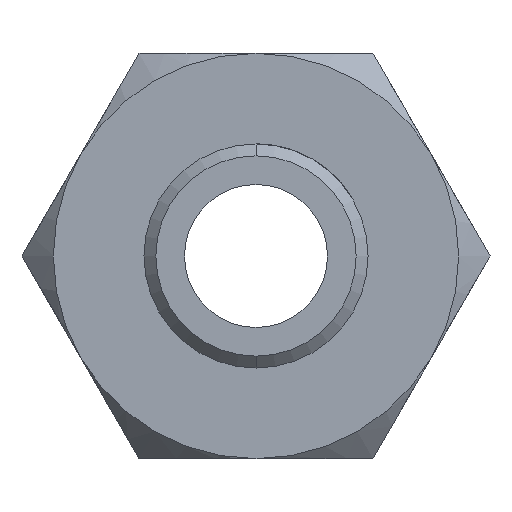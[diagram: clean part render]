
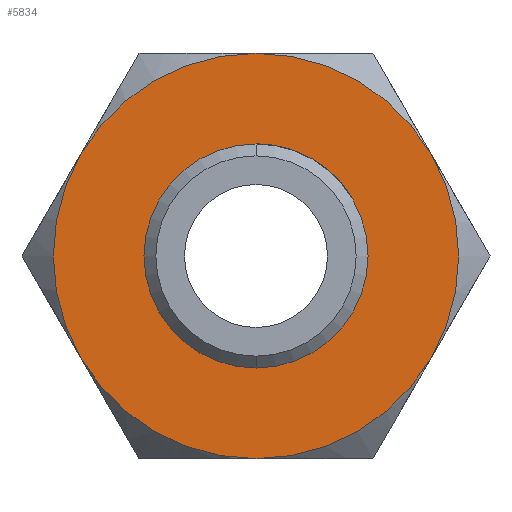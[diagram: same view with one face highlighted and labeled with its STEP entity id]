
A CAD part, left-side view. The second image highlights one B-rep face of the part: STEP entity #5834.
In plain terms, the highlighted planar face has unit normal (-1, 0, 0).
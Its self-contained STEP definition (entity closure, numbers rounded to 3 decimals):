
#419 = CARTESIAN_POINT ( 'NONE',  ( 9., 0., -4.7 ) ) ;
#569 = EDGE_CURVE ( 'NONE', #1294, #4005, #1724, .T. ) ;
#774 = DIRECTION ( 'NONE',  ( 0., 0., -1. ) ) ;
#1031 = AXIS2_PLACEMENT_3D ( 'NONE', #2813, #6125, #1219 ) ;
#1085 = EDGE_CURVE ( 'NONE', #5547, #2171, #9717, .T. ) ;
#1219 = DIRECTION ( 'NONE',  ( 0., 0., -1. ) ) ;
#1294 = VERTEX_POINT ( 'NONE', #9712 ) ;
#1436 = DIRECTION ( 'NONE',  ( 1., 0., 0. ) ) ;
#1578 = DIRECTION ( 'NONE',  ( -1., 0., 0. ) ) ;
#1724 = CIRCLE ( 'NONE', #1031, 8.5 ) ;
#2141 = CARTESIAN_POINT ( 'NONE',  ( 9., 0., 4.7 ) ) ;
#2171 = VERTEX_POINT ( 'NONE', #6784 ) ;
#2734 = AXIS2_PLACEMENT_3D ( 'NONE', #7985, #3249, #6445 ) ;
#2759 = CIRCLE ( 'NONE', #8722, 8.5 ) ;
#2813 = CARTESIAN_POINT ( 'NONE',  ( 9., 0., 0. ) ) ;
#3049 = CARTESIAN_POINT ( 'NONE',  ( 9., 7.361, -4.25 ) ) ;
#3174 = DIRECTION ( 'NONE',  ( 0., 0., 1. ) ) ;
#3249 = DIRECTION ( 'NONE',  ( 1., 0., 0. ) ) ;
#3272 = CIRCLE ( 'NONE', #5151, 8.5 ) ;
#3465 = FACE_OUTER_BOUND ( 'NONE', #8499, .T. ) ;
#3689 = DIRECTION ( 'NONE',  ( 0., 0., 1. ) ) ;
#3961 = ORIENTED_EDGE ( 'NONE', *, *, #4826, .F. ) ;
#4005 = VERTEX_POINT ( 'NONE', #5755 ) ;
#4074 = VERTEX_POINT ( 'NONE', #9804 ) ;
#4124 = CIRCLE ( 'NONE', #10081, 4.7 ) ;
#4163 = ORIENTED_EDGE ( 'NONE', *, *, #9439, .F. ) ;
#4366 = ORIENTED_EDGE ( 'NONE', *, *, #1085, .F. ) ;
#4529 = DIRECTION ( 'NONE',  ( 0., 0., -1. ) ) ;
#4570 = EDGE_CURVE ( 'NONE', #7125, #4809, #5142, .T. ) ;
#4798 = CIRCLE ( 'NONE', #10249, 8.5 ) ;
#4809 = VERTEX_POINT ( 'NONE', #419 ) ;
#4826 = EDGE_CURVE ( 'NONE', #4074, #7872, #8881, .T. ) ;
#4892 = DIRECTION ( 'NONE',  ( 0., 0., -1. ) ) ;
#5142 = CIRCLE ( 'NONE', #9568, 4.7 ) ;
#5151 = AXIS2_PLACEMENT_3D ( 'NONE', #7224, #1578, #3174 ) ;
#5279 = CARTESIAN_POINT ( 'NONE',  ( 9., 0., 0. ) ) ;
#5547 = VERTEX_POINT ( 'NONE', #3049 ) ;
#5755 = CARTESIAN_POINT ( 'NONE',  ( 9., -7.361, 4.25 ) ) ;
#5834 = ADVANCED_FACE ( 'NONE', ( #10182, #3465 ), #6719, .F. ) ;
#6090 = DIRECTION ( 'NONE',  ( 1., 0., 0. ) ) ;
#6125 = DIRECTION ( 'NONE',  ( 1., 0., 0. ) ) ;
#6381 = ORIENTED_EDGE ( 'NONE', *, *, #569, .F. ) ;
#6445 = DIRECTION ( 'NONE',  ( 0., 0., -1. ) ) ;
#6544 = EDGE_LOOP ( 'NONE', ( #8488, #8100 ) ) ;
#6719 = PLANE ( 'NONE',  #7352 ) ;
#6784 = CARTESIAN_POINT ( 'NONE',  ( 9., 7.361, 4.25 ) ) ;
#6978 = CARTESIAN_POINT ( 'NONE',  ( 9., 0., 0. ) ) ;
#7125 = VERTEX_POINT ( 'NONE', #2141 ) ;
#7224 = CARTESIAN_POINT ( 'NONE',  ( 9., 0., 0. ) ) ;
#7352 = AXIS2_PLACEMENT_3D ( 'NONE', #6978, #1436, #4529 ) ;
#7798 = EDGE_CURVE ( 'NONE', #1294, #2171, #3272, .T. ) ;
#7872 = VERTEX_POINT ( 'NONE', #8437 ) ;
#7985 = CARTESIAN_POINT ( 'NONE',  ( 9., 0., 0. ) ) ;
#8084 = CARTESIAN_POINT ( 'NONE',  ( 9., 0., 0. ) ) ;
#8100 = ORIENTED_EDGE ( 'NONE', *, *, #9505, .F. ) ;
#8437 = CARTESIAN_POINT ( 'NONE',  ( 9., 0., -8.5 ) ) ;
#8487 = CARTESIAN_POINT ( 'NONE',  ( 9., 0., 0. ) ) ;
#8488 = ORIENTED_EDGE ( 'NONE', *, *, #4570, .F. ) ;
#8499 = EDGE_LOOP ( 'NONE', ( #4163, #3961, #9659, #6381, #8517, #4366 ) ) ;
#8517 = ORIENTED_EDGE ( 'NONE', *, *, #7798, .T. ) ;
#8532 = DIRECTION ( 'NONE',  ( 1., 0., 0. ) ) ;
#8537 = AXIS2_PLACEMENT_3D ( 'NONE', #5279, #8532, #4892 ) ;
#8646 = CARTESIAN_POINT ( 'NONE',  ( 9., 0., 0. ) ) ;
#8694 = DIRECTION ( 'NONE',  ( 0., 0., 1. ) ) ;
#8722 = AXIS2_PLACEMENT_3D ( 'NONE', #8646, #6090, #774 ) ;
#8881 = CIRCLE ( 'NONE', #8537, 8.5 ) ;
#9134 = DIRECTION ( 'NONE',  ( 1., 0., 0. ) ) ;
#9439 = EDGE_CURVE ( 'NONE', #7872, #5547, #4798, .T. ) ;
#9498 = EDGE_CURVE ( 'NONE', #4005, #4074, #2759, .T. ) ;
#9505 = EDGE_CURVE ( 'NONE', #4809, #7125, #4124, .T. ) ;
#9568 = AXIS2_PLACEMENT_3D ( 'NONE', #10097, #10147, #3689 ) ;
#9659 = ORIENTED_EDGE ( 'NONE', *, *, #9498, .F. ) ;
#9712 = CARTESIAN_POINT ( 'NONE',  ( 9., 0., 8.5 ) ) ;
#9717 = CIRCLE ( 'NONE', #2734, 8.5 ) ;
#9804 = CARTESIAN_POINT ( 'NONE',  ( 9., -7.361, -4.25 ) ) ;
#9982 = DIRECTION ( 'NONE',  ( 0., 0., -1. ) ) ;
#10081 = AXIS2_PLACEMENT_3D ( 'NONE', #8084, #10140, #8694 ) ;
#10097 = CARTESIAN_POINT ( 'NONE',  ( 9., 0., 0. ) ) ;
#10140 = DIRECTION ( 'NONE',  ( -1., 0., 0. ) ) ;
#10147 = DIRECTION ( 'NONE',  ( -1., 0., 0. ) ) ;
#10182 = FACE_BOUND ( 'NONE', #6544, .T. ) ;
#10249 = AXIS2_PLACEMENT_3D ( 'NONE', #8487, #9134, #9982 ) ;
